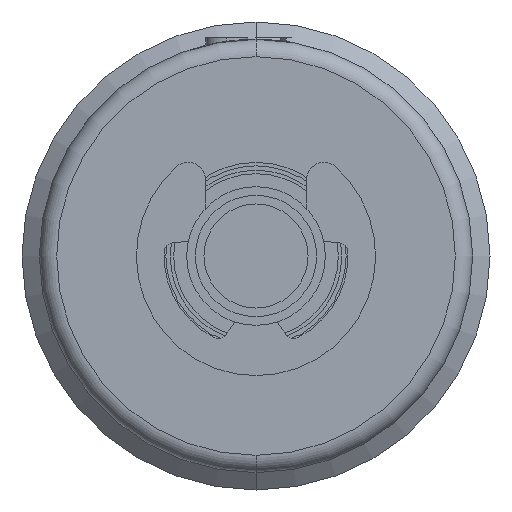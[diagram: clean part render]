
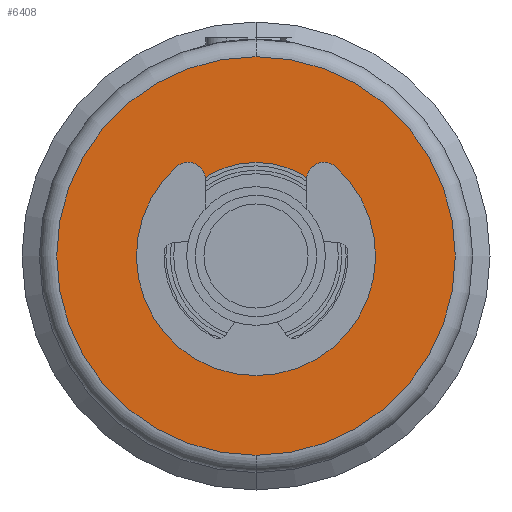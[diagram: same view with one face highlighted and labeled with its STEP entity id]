
A CAD part, front view. The second image highlights one B-rep face of the part: STEP entity #6408.
In plain terms, the highlighted planar face has unit normal (0, -1, 0).
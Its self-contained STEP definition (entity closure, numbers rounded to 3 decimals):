
#343 = CIRCLE ( 'NONE', #2711, 5.401 ) ;
#437 = DIRECTION ( 'NONE',  ( 0., 0., -1. ) ) ;
#453 = VERTEX_POINT ( 'NONE', #4467 ) ;
#636 = DIRECTION ( 'NONE',  ( 0., -1., 0. ) ) ;
#679 = DIRECTION ( 'NONE',  ( 0., 0., -1. ) ) ;
#1275 = DIRECTION ( 'NONE',  ( 0., 0., -1. ) ) ;
#1334 = VERTEX_POINT ( 'NONE', #2963 ) ;
#1480 = PLANE ( 'NONE',  #6117 ) ;
#1615 = EDGE_LOOP ( 'NONE', ( #4409, #2887 ) ) ;
#1631 = EDGE_CURVE ( 'NONE', #453, #4311, #7581, .T. ) ;
#1683 = AXIS2_PLACEMENT_3D ( 'NONE', #4945, #636, #679 ) ;
#1843 = EDGE_CURVE ( 'NONE', #4311, #453, #343, .T. ) ;
#2179 = EDGE_CURVE ( 'NONE', #7584, #1334, #3131, .T. ) ;
#2528 = AXIS2_PLACEMENT_3D ( 'NONE', #8032, #8622, #1275 ) ;
#2711 = AXIS2_PLACEMENT_3D ( 'NONE', #7826, #4659, #437 ) ;
#2887 = ORIENTED_EDGE ( 'NONE', *, *, #1843, .F. ) ;
#2943 = EDGE_LOOP ( 'NONE', ( #8631, #8904 ) ) ;
#2963 = CARTESIAN_POINT ( 'NONE',  ( 0., -86.75, 11.5 ) ) ;
#2992 = FACE_OUTER_BOUND ( 'NONE', #2943, .T. ) ;
#3115 = CARTESIAN_POINT ( 'NONE',  ( 11.5, -86.75, 0. ) ) ;
#3124 = CARTESIAN_POINT ( 'NONE',  ( 0., -86.75, -11.5 ) ) ;
#3131 = CIRCLE ( 'NONE', #8849, 11.5 ) ;
#4088 = CARTESIAN_POINT ( 'NONE',  ( 0., -86.75, 5.401 ) ) ;
#4288 = CIRCLE ( 'NONE', #2528, 11.5 ) ;
#4311 = VERTEX_POINT ( 'NONE', #4088 ) ;
#4409 = ORIENTED_EDGE ( 'NONE', *, *, #1631, .F. ) ;
#4467 = CARTESIAN_POINT ( 'NONE',  ( 0., -86.75, -5.401 ) ) ;
#4513 = DIRECTION ( 'NONE',  ( 0., 0., -1. ) ) ;
#4659 = DIRECTION ( 'NONE',  ( 0., -1., 0. ) ) ;
#4945 = CARTESIAN_POINT ( 'NONE',  ( 0., -86.75, 0. ) ) ;
#5878 = DIRECTION ( 'NONE',  ( 0., 0., -1. ) ) ;
#6117 = AXIS2_PLACEMENT_3D ( 'NONE', #3115, #8705, #5878 ) ;
#6408 = ADVANCED_FACE ( 'NONE', ( #2992, #6412 ), #1480, .T. ) ;
#6412 = FACE_BOUND ( 'NONE', #1615, .T. ) ;
#6911 = EDGE_CURVE ( 'NONE', #1334, #7584, #4288, .T. ) ;
#7581 = CIRCLE ( 'NONE', #1683, 5.401 ) ;
#7584 = VERTEX_POINT ( 'NONE', #3124 ) ;
#7826 = CARTESIAN_POINT ( 'NONE',  ( 0., -86.75, 0. ) ) ;
#8007 = CARTESIAN_POINT ( 'NONE',  ( 0., -86.75, 0. ) ) ;
#8032 = CARTESIAN_POINT ( 'NONE',  ( 0., -86.75, 0. ) ) ;
#8560 = DIRECTION ( 'NONE',  ( 0., -1., 0. ) ) ;
#8622 = DIRECTION ( 'NONE',  ( 0., -1., 0. ) ) ;
#8631 = ORIENTED_EDGE ( 'NONE', *, *, #2179, .T. ) ;
#8705 = DIRECTION ( 'NONE',  ( 0., -1., 0. ) ) ;
#8849 = AXIS2_PLACEMENT_3D ( 'NONE', #8007, #8560, #4513 ) ;
#8904 = ORIENTED_EDGE ( 'NONE', *, *, #6911, .T. ) ;
